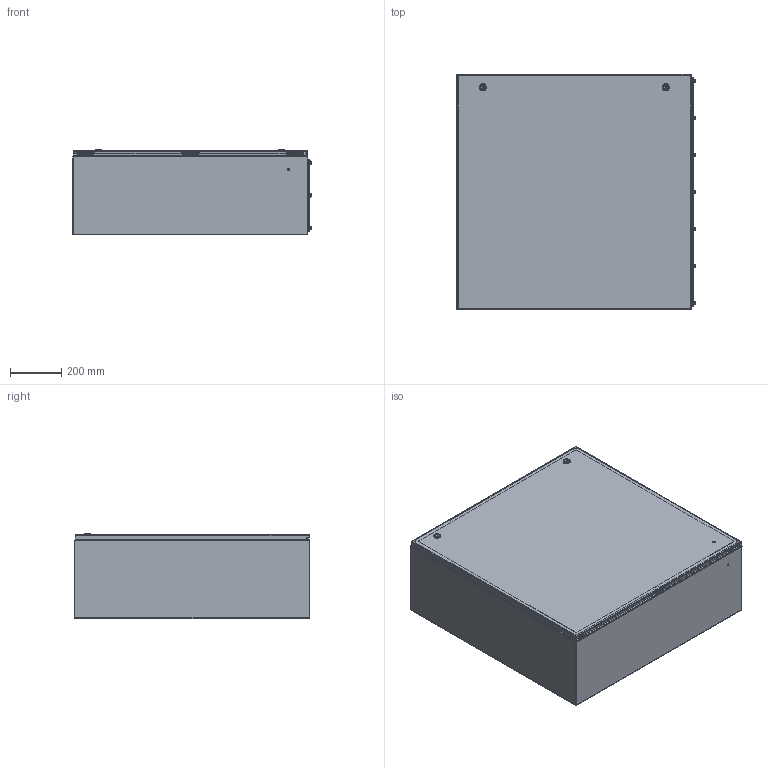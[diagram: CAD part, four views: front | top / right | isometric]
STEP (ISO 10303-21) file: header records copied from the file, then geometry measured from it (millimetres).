
FILE_DESCRIPTION (( 'STEP AP214' ), '1' );
FILE_NAME ('N412363612CGP.STEP', '2020-05-20T19:26:10', ( '' ), ( '' ), 'SwSTEP 2.0', 'SolidWorks 2019', '' );
FILE_SCHEMA (( 'AUTOMOTIVE_DESIGN' ));
Length unit declared in the file: inch
Products named in the file (1): N412363612CGP
Bounding box: 927.6 x 914.4 x 330.53 mm (x, y, z)
Volume: 6405789.6 mm3; surface area: 6411203.2 mm2
Topology: 123 solids, 123 shells, 3333 faces, 7829 edges, 4781 vertices
Faces by surface type: plane 1291, cylinder 1010, cone 646, bspline 314, torus 72
Full cylindrical faces by diameter (mm): 3.317 x102, 3.5 x6, 3.962 x3, 4.064 x12, 4.166 x102, 4.25 x6, 4.572 x9, 4.775 x8, 5 x2, 5.359 x16, 5.969 x16, 6 x2, 6.35 x30, 6.502 x6, 6.985 x16, 7.137 x48, 7.366 x16, 8.128 x6, 8.382 x16, 8.56 x2, 8.89 x9, 9.144 x6, 9.9 x2, 10 x4, 10.2 x2, 11.05 x2, 11.125 x20, 12.8 x2, 13.5 x2, 15.2 x2
Entity records: 149794 total; most frequent: CARTESIAN_POINT 37303, DIRECTION 13427, ORIENTED_EDGE 12890, EDGE_CURVE 6445, AXIS2_PLACEMENT_3D 5417, EDGE_LOOP 4651, VERTEX_POINT 4376, FACE_OUTER_BOUND 3928
